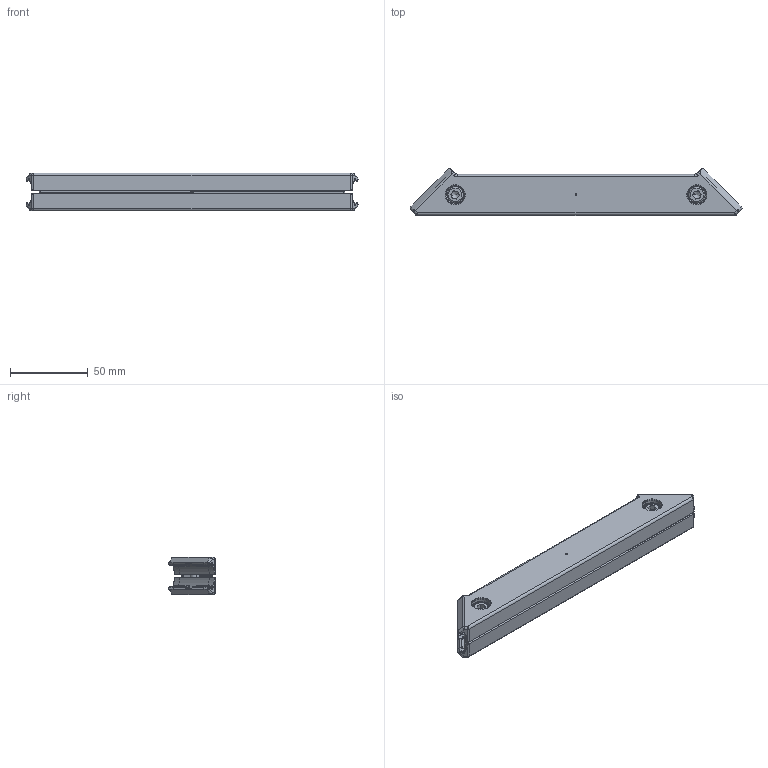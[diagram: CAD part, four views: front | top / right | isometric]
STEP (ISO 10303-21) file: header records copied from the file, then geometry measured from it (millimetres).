
FILE_DESCRIPTION (( 'STEP AP203' ), '1' );
FILE_NAME ('099RV3090QS01.STEP', '2019-11-04T08:15:19', ( '' ), ( '' ), 'SwSTEP 2.0', 'SolidWorks 2019', '' );
FILE_SCHEMA (( 'CONFIG_CONTROL_DESIGN' ));
Length unit declared in the file: millimetre
Products named in the file (4): cap screw ISO 4762 M6x14_ISO 4762 M6; 099RV3090QS01; 099RV3090QR02_099RV3090QS01; 4iso10511m06m_4iso10511m06m
Assembly tree (6 placements, depth 2):
  099RV3090QS01
    099RV3090QR02_099RV3090QS01  x2
    cap screw ISO 4762 M6x14_ISO 4762 M6  x2
    4iso10511m06m_4iso10511m06m  x2
Bounding box: 213.62 x 30.3 x 24.3 mm (x, y, z)
Volume: 70531.8 mm3; surface area: 41577.4 mm2
Topology: 6 solids, 6 shells, 1726 faces, 4014 edges, 2286 vertices
Faces by surface type: bspline 682, cylinder 448, plane 224, torus 172, cone 112, sphere 88
Entity records: 29766 total; most frequent: CARTESIAN_POINT 12442, ORIENTED_EDGE 3978, DIRECTION 3099, EDGE_CURVE 1989, AXIS2_PLACEMENT_3D 1306, VERTEX_POINT 1143, EDGE_LOOP 880, FACE_OUTER_BOUND 863
